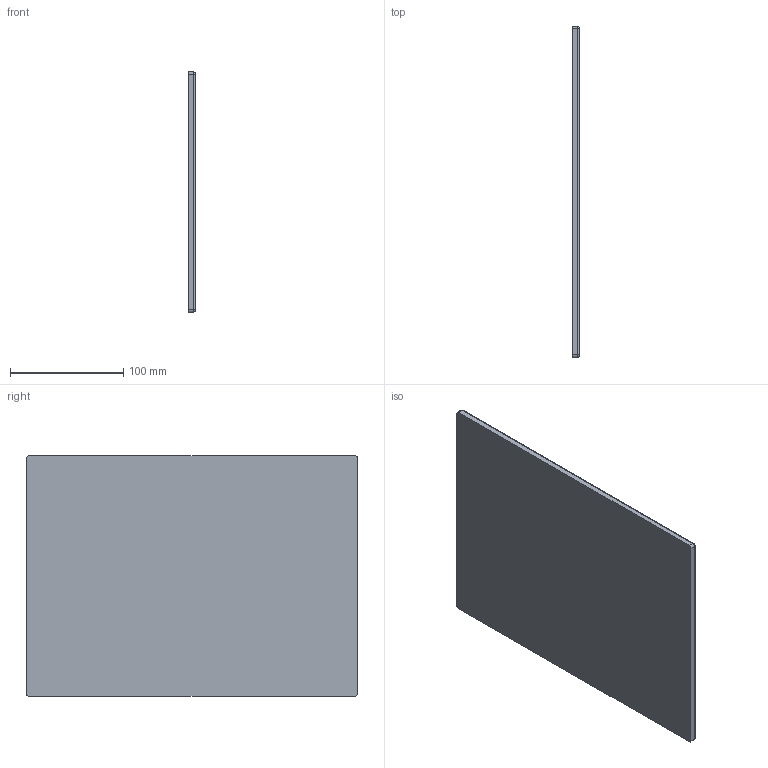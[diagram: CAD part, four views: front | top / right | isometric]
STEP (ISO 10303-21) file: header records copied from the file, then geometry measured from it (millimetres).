
FILE_DESCRIPTION(('CATIA V5 STEP Exchange'),'2;1');
FILE_NAME('STEP_359801_-_TST.stp','2019-09-17T15:22:20+00:00',('none'),('none'),'CATIA Version 5-6 Release 2016 SP4','CATIA V5 STEP AP203','none');
FILE_SCHEMA(('CONFIG_CONTROL_DESIGN'));
Length unit declared in the file: millimetre
Products named in the file (1): 359801 - TST
Bounding box: 6.5 x 292.23 x 212.23 mm (x, y, z)
Volume: 402076.2 mm3; surface area: 129697.9 mm2
Topology: 1 solids, 1 shells, 27 faces, 64 edges, 40 vertices
Faces by surface type: plane 11, extrusion 4, cylinder 4, revolution 4, cone 4
Entity records: 876 total; most frequent: CARTESIAN_POINT 232, ORIENTED_EDGE 128, DIRECTION 101, EDGE_CURVE 64, AXIS2_PLACEMENT_3D 41, VERTEX_POINT 40, VECTOR 37, LINE 33
